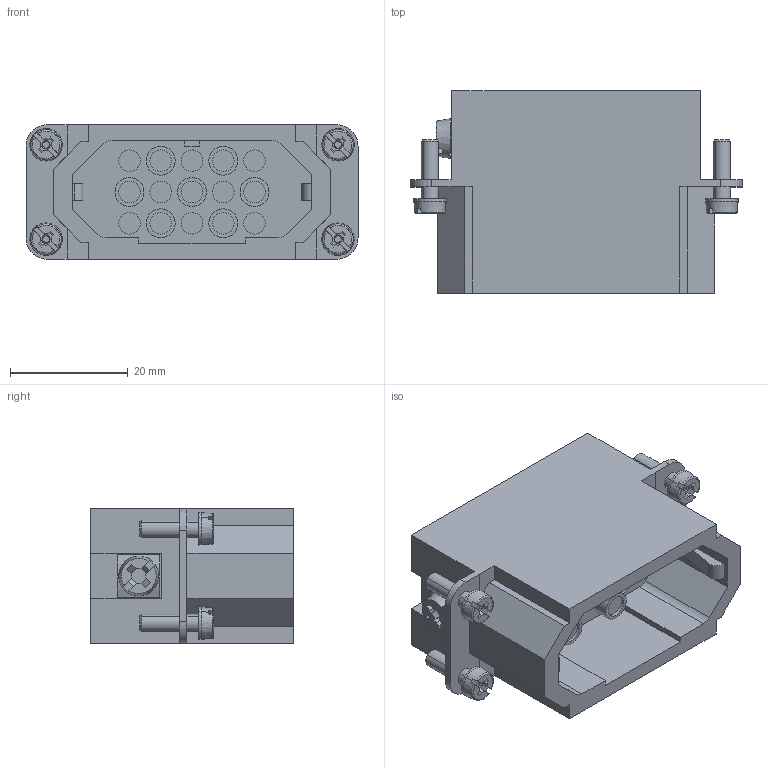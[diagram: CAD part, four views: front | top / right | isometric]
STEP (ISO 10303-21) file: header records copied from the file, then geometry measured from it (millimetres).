
FILE_DESCRIPTION(/* description */ (''),/* implementation_level */ '2;1');
FILE_NAME(/* name */ 'C146_10A015_000_2.stp',/* time_stamp */ '2016-04-12T10:12:46+02:00',/* author */ (''),/* organization */ (''),/* preprocessor_version */ 'ST-DEVELOPER v15',/* originating_system */ 'SIEMENS PLM Software NX 9.0',/* authorisation */ '');
FILE_SCHEMA (('CONFIG_CONTROL_DESIGN'));
Length unit declared in the file: millimetre
Products named in the file (1): c146 10a015 000 2nxm001-03
Bounding box: 56.3 x 34.3 x 22.8 mm (x, y, z)
Volume: 24445.2 mm3; surface area: 10214.7 mm2
Topology: 1 solids, 1 shells, 345 faces, 860 edges, 573 vertices
Faces by surface type: plane 193, cylinder 91, cone 45, torus 16
Full cylindrical faces by diameter (mm): 3.5 x2, 3.7 x15, 4.5 x15, 4.9 x7
Entity records: 10529 total; most frequent: CARTESIAN_POINT 2667, ORIENTED_EDGE 1606, DIRECTION 1535, EDGE_CURVE 803, AXIS2_PLACEMENT_3D 580, VERTEX_POINT 556, EDGE_LOOP 441, LINE 375
